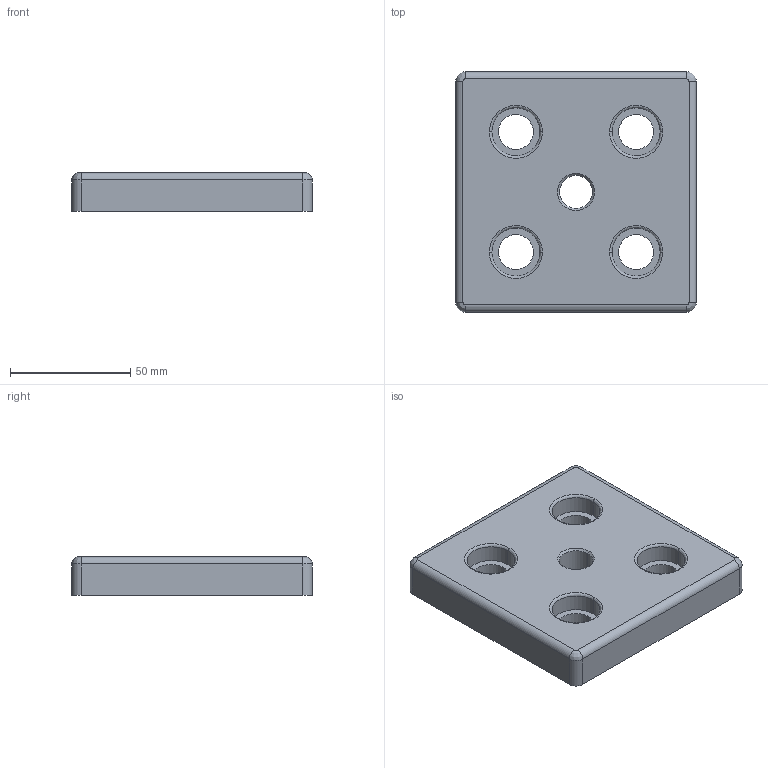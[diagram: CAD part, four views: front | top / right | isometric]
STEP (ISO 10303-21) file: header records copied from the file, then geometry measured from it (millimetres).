
FILE_DESCRIPTION(/* description */ (''),/* implementation_level */ '2;1');
FILE_NAME(/* name */ '521016.stp',/* time_stamp */ '2018-05-14T19:19:01+02:00',/* author */ ('TraceParts'),/* organization */ ('Alutec K&K'),/* preprocessor_version */ 'ST-DEVELOPER v16.1',/* originating_system */ 'Autodesk Inventor 2016',/* authorisation */ '');
FILE_SCHEMA (('AUTOMOTIVE_DESIGN { 1 0 10303 214 3 1 1 }'));
Length unit declared in the file: millimetre
Products named in the file (1): 521016
Bounding box: 100 x 100 x 16 mm (x, y, z)
Volume: 86467.9 mm3; surface area: 37545.6 mm2
Topology: 1 solids, 1 shells, 188 faces, 454 edges, 265 vertices
Faces by surface type: cylinder 89, bspline 70, plane 27, cone 2
Entity records: 7764 total; most frequent: CARTESIAN_POINT 3335, DIRECTION 925, ORIENTED_EDGE 884, EDGE_CURVE 442, AXIS2_PLACEMENT_3D 393, CIRCLE 274, VERTEX_POINT 265, EDGE_LOOP 207
